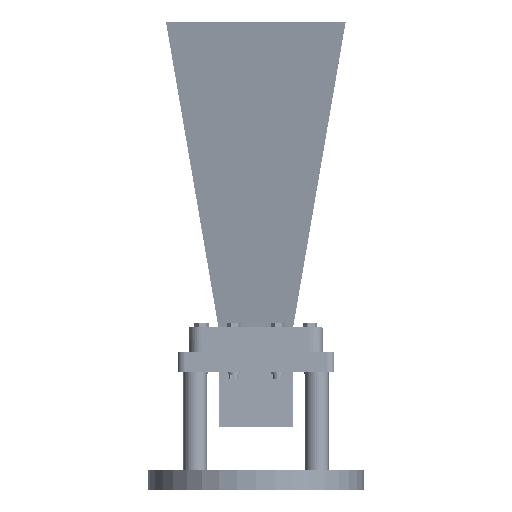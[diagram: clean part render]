
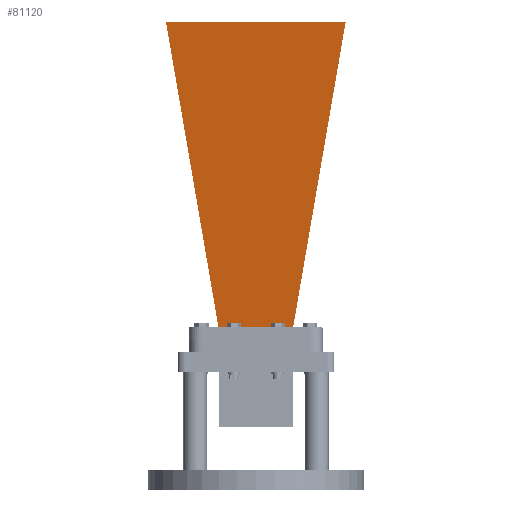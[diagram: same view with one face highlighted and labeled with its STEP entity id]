
A CAD part, top view. The second image highlights one B-rep face of the part: STEP entity #81120.
In plain terms, the highlighted face is planar.
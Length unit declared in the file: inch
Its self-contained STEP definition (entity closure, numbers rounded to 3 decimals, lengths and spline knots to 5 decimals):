
#1535 = VERTEX_POINT ( 'NONE', #9817 ) ;
#1895 = DIRECTION ( 'NONE',  ( 0., 0.989, 0.151 ) ) ;
#2428 = ORIENTED_EDGE ( 'NONE', *, *, #77328, .T. ) ;
#9659 = ORIENTED_EDGE ( 'NONE', *, *, #56415, .F. ) ;
#9817 = CARTESIAN_POINT ( 'NONE',  ( 1.80045, -1.30862, 6.371 ) ) ;
#10460 = CARTESIAN_POINT ( 'NONE',  ( -0.748, -0.373, 0.25 ) ) ;
#12523 = CARTESIAN_POINT ( 'NONE',  ( 0.24933, -0.373, 0.25 ) ) ;
#16842 = VERTEX_POINT ( 'NONE', #55164 ) ;
#17902 = CARTESIAN_POINT ( 'NONE',  ( -1.802, -1.30862, 6.371 ) ) ;
#19080 = CARTESIAN_POINT ( 'NONE',  ( 0.748, -0.373, 0.25 ) ) ;
#20479 = CARTESIAN_POINT ( 'NONE',  ( 0.748, -0.373, 0.25 ) ) ;
#21777 = DIRECTION ( 'NONE',  ( 0., 0.151, -0.989 ) ) ;
#34632 = CARTESIAN_POINT ( 'NONE',  ( -0.24933, -0.373, 0.25 ) ) ;
#35317 = CARTESIAN_POINT ( 'NONE',  ( 0.748, -0.373, 0.25 ) ) ;
#37429 = LINE ( 'NONE', #10460, #63343 ) ;
#39529 = LINE ( 'NONE', #17902, #48170 ) ;
#39653 = VERTEX_POINT ( 'NONE', #35317 ) ;
#44766 = EDGE_CURVE ( 'NONE', #16842, #1535, #39529, .T. ) ;
#48170 = VECTOR ( 'NONE', #72209, 39.37008 ) ;
#49777 = ORIENTED_EDGE ( 'NONE', *, *, #75848, .F. ) ;
#53004 = VECTOR ( 'NONE', #81299, 39.37008 ) ;
#53974 = B_SPLINE_CURVE_WITH_KNOTS ( 'NONE', 3,
 ( #20479, #12523, #34632, #80516 ),
 .UNSPECIFIED., .F., .F.,
 ( 4, 4 ),
 ( 0., 1. ),
 .UNSPECIFIED. ) ;
#55164 = CARTESIAN_POINT ( 'NONE',  ( -1.80045, -1.30862, 6.371 ) ) ;
#56415 = EDGE_CURVE ( 'NONE', #78346, #16842, #37429, .T. ) ;
#58594 = DIRECTION ( 'NONE',  ( -0.168, -0.149, 0.975 ) ) ;
#59978 = EDGE_LOOP ( 'NONE', ( #2428, #60325, #9659, #49777 ) ) ;
#60325 = ORIENTED_EDGE ( 'NONE', *, *, #44766, .F. ) ;
#63245 = CARTESIAN_POINT ( 'NONE',  ( 0., -0.32714, -0.05001 ) ) ;
#63343 = VECTOR ( 'NONE', #58594, 39.37008 ) ;
#64125 = FACE_OUTER_BOUND ( 'NONE', #59978, .T. ) ;
#67597 = LINE ( 'NONE', #19080, #53004 ) ;
#71292 = CARTESIAN_POINT ( 'NONE',  ( -0.748, -0.373, 0.25 ) ) ;
#72209 = DIRECTION ( 'NONE',  ( 1., 0., 0. ) ) ;
#75848 = EDGE_CURVE ( 'NONE', #39653, #78346, #53974, .T. ) ;
#77328 = EDGE_CURVE ( 'NONE', #39653, #1535, #67597, .T. ) ;
#78346 = VERTEX_POINT ( 'NONE', #71292 ) ;
#80516 = CARTESIAN_POINT ( 'NONE',  ( -0.748, -0.373, 0.25 ) ) ;
#81120 = ADVANCED_FACE ( 'NONE', ( #64125 ), #82262, .F. ) ;
#81299 = DIRECTION ( 'NONE',  ( 0.168, -0.149, 0.975 ) ) ;
#82262 = PLANE ( 'NONE',  #87255 ) ;
#87255 = AXIS2_PLACEMENT_3D ( 'NONE', #63245, #1895, #21777 ) ;
